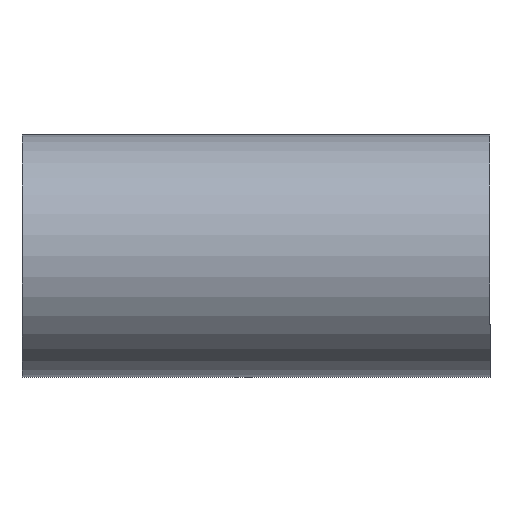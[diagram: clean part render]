
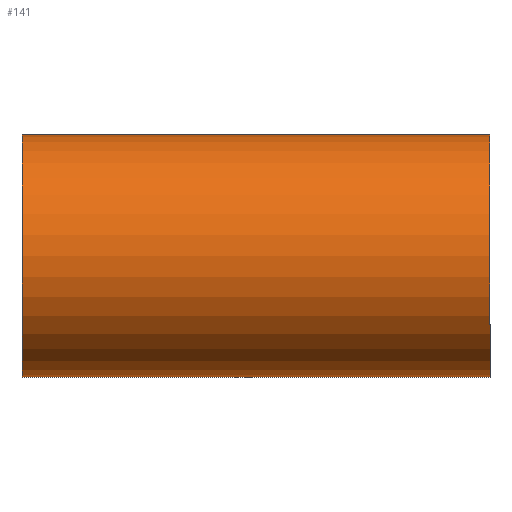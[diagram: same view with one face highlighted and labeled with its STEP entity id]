
A CAD part, top view. The second image highlights one B-rep face of the part: STEP entity #141.
In plain terms, the highlighted cylindrical face has radius 19.05 mm (diameter 38.1 mm), a partial arc.
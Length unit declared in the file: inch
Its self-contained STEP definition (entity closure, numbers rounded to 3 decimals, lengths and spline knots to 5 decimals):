
#38 = LINE ( 'NONE', #559, #49 ) ;
#43 = DIRECTION ( 'NONE',  ( 1., 0., 0. ) ) ;
#49 = VECTOR ( 'NONE', #461, 39.37008 ) ;
#72 = EDGE_CURVE ( 'NONE', #294, #129, #601, .T. ) ;
#104 = AXIS2_PLACEMENT_3D ( 'NONE', #565, #43, #155 ) ;
#105 = LINE ( 'NONE', #424, #643 ) ;
#107 = CARTESIAN_POINT ( 'NONE',  ( -2.8937, -0.75, 0. ) ) ;
#115 = CARTESIAN_POINT ( 'NONE',  ( 0., 0., 0. ) ) ;
#129 = VERTEX_POINT ( 'NONE', #107 ) ;
#141 = ADVANCED_FACE ( 'NONE', ( #629 ), #425, .T. ) ;
#155 = DIRECTION ( 'NONE',  ( 0., 1., 0. ) ) ;
#172 = AXIS2_PLACEMENT_3D ( 'NONE', #273, #469, #519 ) ;
#175 = EDGE_CURVE ( 'NONE', #396, #494, #404, .T. ) ;
#178 = ORIENTED_EDGE ( 'NONE', *, *, #416, .F. ) ;
#273 = CARTESIAN_POINT ( 'NONE',  ( 0., 0., 0. ) ) ;
#294 = VERTEX_POINT ( 'NONE', #636 ) ;
#318 = DIRECTION ( 'NONE',  ( 1., 0., 0. ) ) ;
#352 = ORIENTED_EDGE ( 'NONE', *, *, #175, .F. ) ;
#385 = CARTESIAN_POINT ( 'NONE',  ( 0., 0.75, 0. ) ) ;
#389 = EDGE_LOOP ( 'NONE', ( #547, #479, #352, #178 ) ) ;
#396 = VERTEX_POINT ( 'NONE', #385 ) ;
#403 = CARTESIAN_POINT ( 'NONE',  ( 0., -0.75, 0. ) ) ;
#404 = CIRCLE ( 'NONE', #172, 0.75 ) ;
#416 = EDGE_CURVE ( 'NONE', #294, #396, #38, .T. ) ;
#424 = CARTESIAN_POINT ( 'NONE',  ( 0., -0.75, 0. ) ) ;
#425 = CYLINDRICAL_SURFACE ( 'NONE', #485, 0.75 ) ;
#461 = DIRECTION ( 'NONE',  ( 1., 0., 0. ) ) ;
#467 = DIRECTION ( 'NONE',  ( 1., 0., 0. ) ) ;
#469 = DIRECTION ( 'NONE',  ( 1., 0., 0. ) ) ;
#479 = ORIENTED_EDGE ( 'NONE', *, *, #506, .T. ) ;
#485 = AXIS2_PLACEMENT_3D ( 'NONE', #115, #467, #529 ) ;
#494 = VERTEX_POINT ( 'NONE', #403 ) ;
#506 = EDGE_CURVE ( 'NONE', #129, #494, #105, .T. ) ;
#519 = DIRECTION ( 'NONE',  ( 0., 1., 0. ) ) ;
#529 = DIRECTION ( 'NONE',  ( 0., 1., 0. ) ) ;
#547 = ORIENTED_EDGE ( 'NONE', *, *, #72, .T. ) ;
#559 = CARTESIAN_POINT ( 'NONE',  ( 0., 0.75, 0. ) ) ;
#565 = CARTESIAN_POINT ( 'NONE',  ( -2.8937, 0., 0. ) ) ;
#601 = CIRCLE ( 'NONE', #104, 0.75 ) ;
#629 = FACE_OUTER_BOUND ( 'NONE', #389, .T. ) ;
#636 = CARTESIAN_POINT ( 'NONE',  ( -2.8937, 0.75, 0. ) ) ;
#643 = VECTOR ( 'NONE', #318, 39.37008 ) ;
